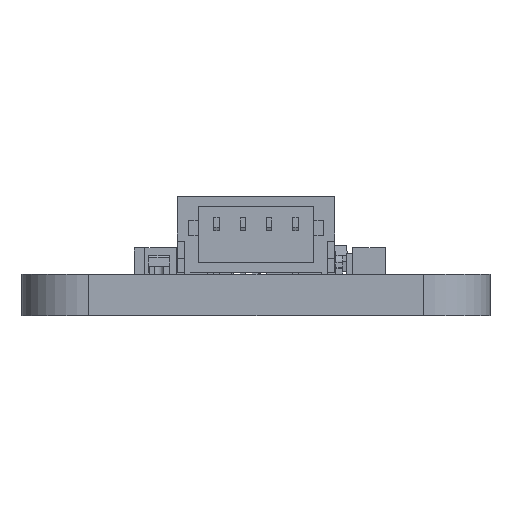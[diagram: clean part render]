
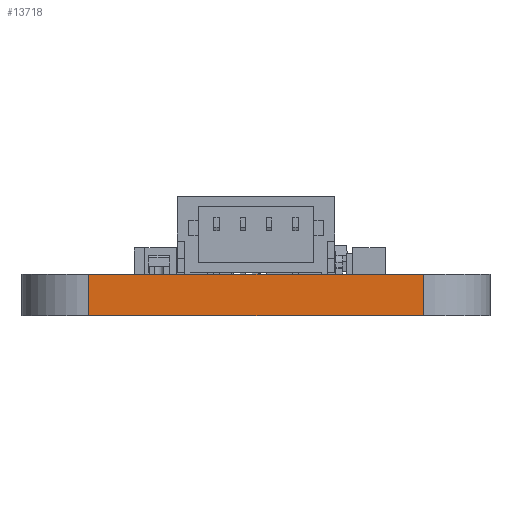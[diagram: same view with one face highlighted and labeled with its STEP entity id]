
A CAD part, left-side view. The second image highlights one B-rep face of the part: STEP entity #13718.
In plain terms, the highlighted planar face has unit normal (-1, 0, 0).
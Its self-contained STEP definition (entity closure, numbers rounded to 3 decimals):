
#259=PLANE('',#14724);
#971=FACE_OUTER_BOUND('',#1738,.T.);
#1738=EDGE_LOOP('',(#9554,#9555,#9556,#9557));
#2624=LINE('',#19543,#4342);
#2625=LINE('',#19546,#4343);
#2626=LINE('',#19548,#4344);
#2627=LINE('',#19549,#4345);
#4342=VECTOR('',#15895,10.);
#4343=VECTOR('',#15898,10.);
#4344=VECTOR('',#15899,10.);
#4345=VECTOR('',#15900,10.);
#6288=VERTEX_POINT('',#19539);
#6289=VERTEX_POINT('',#19541);
#6290=VERTEX_POINT('',#19545);
#6291=VERTEX_POINT('',#19547);
#7594=EDGE_CURVE('',#6288,#6289,#2624,.T.);
#7595=EDGE_CURVE('',#6290,#6288,#2625,.T.);
#7596=EDGE_CURVE('',#6291,#6289,#2626,.T.);
#7597=EDGE_CURVE('',#6290,#6291,#2627,.T.);
#9554=ORIENTED_EDGE('',*,*,#7595,.T.);
#9555=ORIENTED_EDGE('',*,*,#7594,.T.);
#9556=ORIENTED_EDGE('',*,*,#7596,.F.);
#9557=ORIENTED_EDGE('',*,*,#7597,.F.);
#13718=ADVANCED_FACE('',(#971),#259,.T.);
#14724=AXIS2_PLACEMENT_3D('',#19544,#15896,#15897);
#15895=DIRECTION('',(0.,0.,1.));
#15896=DIRECTION('center_axis',(-1.,0.,0.));
#15897=DIRECTION('ref_axis',(0.,-1.,0.));
#15898=DIRECTION('',(0.,-1.,0.));
#15899=DIRECTION('',(0.,-1.,0.));
#15900=DIRECTION('',(0.,0.,1.));
#19539=CARTESIAN_POINT('',(0.,2.54,0.));
#19541=CARTESIAN_POINT('',(0.,2.54,1.57));
#19543=CARTESIAN_POINT('',(0.,2.54,0.));
#19544=CARTESIAN_POINT('Origin',(0.,15.24,0.));
#19545=CARTESIAN_POINT('',(0.,15.24,0.));
#19546=CARTESIAN_POINT('',(0.,15.24,0.));
#19547=CARTESIAN_POINT('',(0.,15.24,1.57));
#19548=CARTESIAN_POINT('',(0.,15.24,1.57));
#19549=CARTESIAN_POINT('',(0.,15.24,0.));
